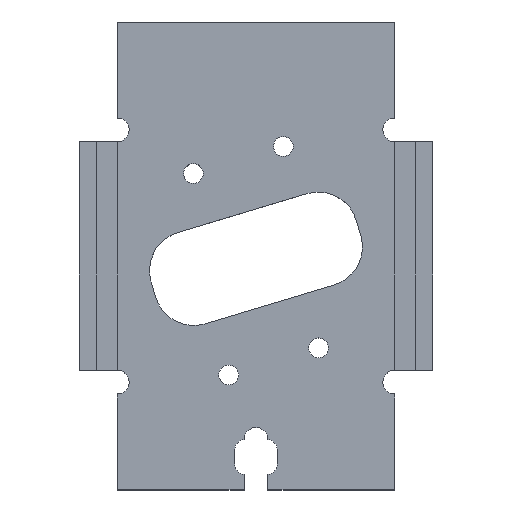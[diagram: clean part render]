
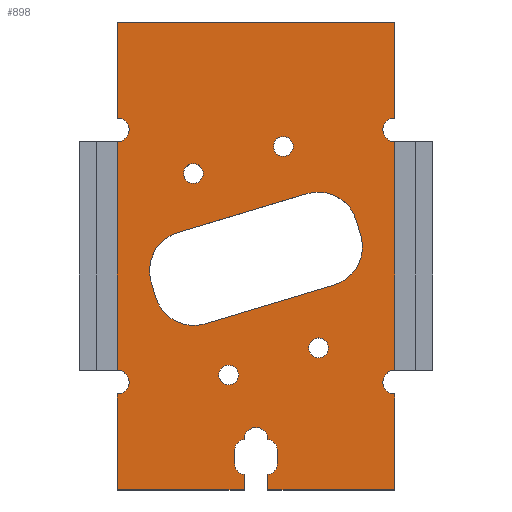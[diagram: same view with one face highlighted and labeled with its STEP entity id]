
A CAD part, top view. The second image highlights one B-rep face of the part: STEP entity #898.
In plain terms, the highlighted planar face has unit normal (0, 0, 1).
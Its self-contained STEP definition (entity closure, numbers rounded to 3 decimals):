
#37=CIRCLE('',#962,5.);
#38=CIRCLE('',#963,5.);
#39=CIRCLE('',#964,5.);
#40=CIRCLE('',#965,5.);
#41=CIRCLE('',#966,1.25);
#42=CIRCLE('',#967,1.25);
#43=CIRCLE('',#968,1.25);
#44=CIRCLE('',#969,1.25);
#45=CIRCLE('',#970,1.5);
#46=CIRCLE('',#971,1.5);
#47=CIRCLE('',#972,1.5);
#48=CIRCLE('',#973,1.5);
#49=CIRCLE('',#974,1.5);
#50=CIRCLE('',#975,1.5);
#51=CIRCLE('',#976,1.5);
#52=CIRCLE('',#977,1.5);
#53=CIRCLE('',#978,1.5);
#79=ORIENTED_EDGE('',*,*,#339,.F.);
#80=ORIENTED_EDGE('',*,*,#340,.F.);
#81=ORIENTED_EDGE('',*,*,#341,.F.);
#82=ORIENTED_EDGE('',*,*,#342,.F.);
#83=ORIENTED_EDGE('',*,*,#343,.F.);
#84=ORIENTED_EDGE('',*,*,#344,.F.);
#85=ORIENTED_EDGE('',*,*,#345,.F.);
#86=ORIENTED_EDGE('',*,*,#346,.F.);
#87=ORIENTED_EDGE('',*,*,#347,.T.);
#88=ORIENTED_EDGE('',*,*,#348,.T.);
#89=ORIENTED_EDGE('',*,*,#349,.T.);
#90=ORIENTED_EDGE('',*,*,#350,.T.);
#91=ORIENTED_EDGE('',*,*,#351,.F.);
#92=ORIENTED_EDGE('',*,*,#352,.F.);
#93=ORIENTED_EDGE('',*,*,#334,.F.);
#94=ORIENTED_EDGE('',*,*,#353,.F.);
#95=ORIENTED_EDGE('',*,*,#354,.T.);
#96=ORIENTED_EDGE('',*,*,#355,.T.);
#97=ORIENTED_EDGE('',*,*,#356,.T.);
#98=ORIENTED_EDGE('',*,*,#357,.T.);
#99=ORIENTED_EDGE('',*,*,#358,.T.);
#100=ORIENTED_EDGE('',*,*,#359,.T.);
#101=ORIENTED_EDGE('',*,*,#360,.T.);
#102=ORIENTED_EDGE('',*,*,#361,.T.);
#103=ORIENTED_EDGE('',*,*,#362,.T.);
#104=ORIENTED_EDGE('',*,*,#363,.F.);
#105=ORIENTED_EDGE('',*,*,#364,.F.);
#106=ORIENTED_EDGE('',*,*,#365,.T.);
#107=ORIENTED_EDGE('',*,*,#366,.T.);
#108=ORIENTED_EDGE('',*,*,#367,.T.);
#109=ORIENTED_EDGE('',*,*,#368,.F.);
#110=ORIENTED_EDGE('',*,*,#369,.F.);
#111=ORIENTED_EDGE('',*,*,#370,.F.);
#112=ORIENTED_EDGE('',*,*,#371,.T.);
#334=EDGE_CURVE('',#464,#462,#552,.T.);
#339=EDGE_CURVE('',#469,#470,#557,.T.);
#340=EDGE_CURVE('',#471,#469,#37,.T.);
#341=EDGE_CURVE('',#472,#471,#558,.T.);
#342=EDGE_CURVE('',#473,#472,#38,.T.);
#343=EDGE_CURVE('',#474,#473,#559,.T.);
#344=EDGE_CURVE('',#475,#474,#39,.T.);
#345=EDGE_CURVE('',#476,#475,#560,.T.);
#346=EDGE_CURVE('',#470,#476,#40,.T.);
#347=EDGE_CURVE('',#477,#477,#41,.T.);
#348=EDGE_CURVE('',#478,#478,#42,.T.);
#349=EDGE_CURVE('',#479,#479,#43,.T.);
#350=EDGE_CURVE('',#480,#480,#44,.T.);
#351=EDGE_CURVE('',#481,#482,#561,.T.);
#352=EDGE_CURVE('',#462,#481,#45,.T.);
#353=EDGE_CURVE('',#483,#464,#562,.T.);
#354=EDGE_CURVE('',#483,#484,#563,.T.);
#355=EDGE_CURVE('',#484,#485,#46,.T.);
#356=EDGE_CURVE('',#485,#486,#564,.T.);
#357=EDGE_CURVE('',#486,#487,#47,.T.);
#358=EDGE_CURVE('',#487,#488,#48,.T.);
#359=EDGE_CURVE('',#488,#489,#49,.T.);
#360=EDGE_CURVE('',#489,#490,#565,.T.);
#361=EDGE_CURVE('',#490,#491,#50,.T.);
#362=EDGE_CURVE('',#491,#492,#566,.T.);
#363=EDGE_CURVE('',#493,#492,#567,.T.);
#364=EDGE_CURVE('',#494,#493,#568,.T.);
#365=EDGE_CURVE('',#494,#495,#51,.T.);
#366=EDGE_CURVE('',#495,#496,#569,.T.);
#367=EDGE_CURVE('',#496,#497,#52,.T.);
#368=EDGE_CURVE('',#498,#497,#570,.T.);
#369=EDGE_CURVE('',#499,#498,#571,.T.);
#370=EDGE_CURVE('',#500,#499,#572,.T.);
#371=EDGE_CURVE('',#500,#482,#53,.T.);
#462=VERTEX_POINT('',#1307);
#464=VERTEX_POINT('',#1311);
#469=VERTEX_POINT('',#1324);
#470=VERTEX_POINT('',#1325);
#471=VERTEX_POINT('',#1327);
#472=VERTEX_POINT('',#1329);
#473=VERTEX_POINT('',#1331);
#474=VERTEX_POINT('',#1333);
#475=VERTEX_POINT('',#1335);
#476=VERTEX_POINT('',#1337);
#477=VERTEX_POINT('',#1340);
#478=VERTEX_POINT('',#1342);
#479=VERTEX_POINT('',#1344);
#480=VERTEX_POINT('',#1346);
#481=VERTEX_POINT('',#1348);
#482=VERTEX_POINT('',#1349);
#483=VERTEX_POINT('',#1352);
#484=VERTEX_POINT('',#1354);
#485=VERTEX_POINT('',#1356);
#486=VERTEX_POINT('',#1358);
#487=VERTEX_POINT('',#1360);
#488=VERTEX_POINT('',#1362);
#489=VERTEX_POINT('',#1364);
#490=VERTEX_POINT('',#1366);
#491=VERTEX_POINT('',#1368);
#492=VERTEX_POINT('',#1370);
#493=VERTEX_POINT('',#1372);
#494=VERTEX_POINT('',#1374);
#495=VERTEX_POINT('',#1376);
#496=VERTEX_POINT('',#1378);
#497=VERTEX_POINT('',#1380);
#498=VERTEX_POINT('',#1382);
#499=VERTEX_POINT('',#1384);
#500=VERTEX_POINT('',#1386);
#552=LINE('',#1312,#648);
#557=LINE('',#1323,#653);
#558=LINE('',#1328,#654);
#559=LINE('',#1332,#655);
#560=LINE('',#1336,#656);
#561=LINE('',#1347,#657);
#562=LINE('',#1351,#658);
#563=LINE('',#1353,#659);
#564=LINE('',#1357,#660);
#565=LINE('',#1365,#661);
#566=LINE('',#1369,#662);
#567=LINE('',#1371,#663);
#568=LINE('',#1373,#664);
#569=LINE('',#1377,#665);
#570=LINE('',#1381,#666);
#571=LINE('',#1383,#667);
#572=LINE('',#1385,#668);
#648=VECTOR('',#1048,1000.);
#653=VECTOR('',#1057,1000.);
#654=VECTOR('',#1060,1000.);
#655=VECTOR('',#1063,1000.);
#656=VECTOR('',#1066,1000.);
#657=VECTOR('',#1077,1000.);
#658=VECTOR('',#1080,1000.);
#659=VECTOR('',#1081,1000.);
#660=VECTOR('',#1084,1000.);
#661=VECTOR('',#1091,1000.);
#662=VECTOR('',#1094,1000.);
#663=VECTOR('',#1095,1000.);
#664=VECTOR('',#1096,1000.);
#665=VECTOR('',#1099,1000.);
#666=VECTOR('',#1102,1000.);
#667=VECTOR('',#1103,1000.);
#668=VECTOR('',#1104,1000.);
#743=EDGE_LOOP('',(#79,#80,#81,#82,#83,#84,#85,#86));
#744=EDGE_LOOP('',(#87));
#745=EDGE_LOOP('',(#88));
#746=EDGE_LOOP('',(#89));
#747=EDGE_LOOP('',(#90));
#748=EDGE_LOOP('',(#91,#92,#93,#94,#95,#96,#97,#98,#99,#100,#101,#102,#103,
#104,#105,#106,#107,#108,#109,#110,#111,#112));
#805=FACE_BOUND('',#743,.T.);
#806=FACE_BOUND('',#744,.T.);
#807=FACE_BOUND('',#745,.T.);
#808=FACE_BOUND('',#746,.T.);
#809=FACE_BOUND('',#747,.T.);
#810=FACE_BOUND('',#748,.T.);
#867=PLANE('',#961);
#898=ADVANCED_FACE('',(#805,#806,#807,#808,#809,#810),#867,.F.);
#961=AXIS2_PLACEMENT_3D('',#1322,#1055,#1056);
#962=AXIS2_PLACEMENT_3D('',#1326,#1058,#1059);
#963=AXIS2_PLACEMENT_3D('',#1330,#1061,#1062);
#964=AXIS2_PLACEMENT_3D('',#1334,#1064,#1065);
#965=AXIS2_PLACEMENT_3D('',#1338,#1067,#1068);
#966=AXIS2_PLACEMENT_3D('',#1339,#1069,#1070);
#967=AXIS2_PLACEMENT_3D('',#1341,#1071,#1072);
#968=AXIS2_PLACEMENT_3D('',#1343,#1073,#1074);
#969=AXIS2_PLACEMENT_3D('',#1345,#1075,#1076);
#970=AXIS2_PLACEMENT_3D('',#1350,#1078,#1079);
#971=AXIS2_PLACEMENT_3D('',#1355,#1082,#1083);
#972=AXIS2_PLACEMENT_3D('',#1359,#1085,#1086);
#973=AXIS2_PLACEMENT_3D('',#1361,#1087,#1088);
#974=AXIS2_PLACEMENT_3D('',#1363,#1089,#1090);
#975=AXIS2_PLACEMENT_3D('',#1367,#1092,#1093);
#976=AXIS2_PLACEMENT_3D('',#1375,#1097,#1098);
#977=AXIS2_PLACEMENT_3D('',#1379,#1100,#1101);
#978=AXIS2_PLACEMENT_3D('',#1387,#1105,#1106);
#1048=DIRECTION('',(0.,1.,0.));
#1055=DIRECTION('',(0.,0.,-1.));
#1056=DIRECTION('',(-1.,0.,0.));
#1057=DIRECTION('',(-0.957,-0.289,0.));
#1058=DIRECTION('',(0.,0.,1.));
#1059=DIRECTION('',(1.,0.,0.));
#1060=DIRECTION('',(-0.289,0.957,0.));
#1061=DIRECTION('',(0.,0.,1.));
#1062=DIRECTION('',(-1.,0.,0.));
#1063=DIRECTION('',(0.957,0.289,0.));
#1064=DIRECTION('',(0.,0.,1.));
#1065=DIRECTION('',(1.,0.,0.));
#1066=DIRECTION('',(0.289,-0.957,0.));
#1067=DIRECTION('',(0.,0.,1.));
#1068=DIRECTION('',(1.,0.,0.));
#1069=DIRECTION('',(0.,0.,-1.));
#1070=DIRECTION('',(1.,0.,0.));
#1071=DIRECTION('',(0.,0.,-1.));
#1072=DIRECTION('',(1.,0.,0.));
#1073=DIRECTION('',(0.,0.,-1.));
#1074=DIRECTION('',(1.,0.,0.));
#1075=DIRECTION('',(0.,0.,-1.));
#1076=DIRECTION('',(1.,0.,0.));
#1077=DIRECTION('',(0.,1.,0.));
#1078=DIRECTION('',(0.,0.,1.));
#1079=DIRECTION('',(-1.,0.,0.));
#1080=DIRECTION('',(-1.,0.,0.));
#1081=DIRECTION('',(0.,1.,0.));
#1082=DIRECTION('',(0.,0.,-1.));
#1083=DIRECTION('',(-1.,0.,0.));
#1084=DIRECTION('',(0.,1.,0.));
#1085=DIRECTION('',(0.,0.,-1.));
#1086=DIRECTION('',(-1.,0.,0.));
#1087=DIRECTION('',(0.,0.,-1.));
#1088=DIRECTION('',(-1.,0.,0.));
#1089=DIRECTION('',(0.,0.,-1.));
#1090=DIRECTION('',(-1.,0.,0.));
#1091=DIRECTION('',(0.,-1.,0.));
#1092=DIRECTION('',(0.,0.,-1.));
#1093=DIRECTION('',(-1.,0.,0.));
#1094=DIRECTION('',(0.,-1.,0.));
#1095=DIRECTION('',(-1.,0.,0.));
#1096=DIRECTION('',(0.,-1.,0.));
#1097=DIRECTION('',(0.,0.,-1.));
#1098=DIRECTION('',(1.,0.,0.));
#1099=DIRECTION('',(0.,1.,0.));
#1100=DIRECTION('',(0.,0.,-1.));
#1101=DIRECTION('',(1.,0.,0.));
#1102=DIRECTION('',(0.,-1.,0.));
#1103=DIRECTION('',(1.,0.,0.));
#1104=DIRECTION('',(0.,1.,0.));
#1105=DIRECTION('',(0.,0.,-1.));
#1106=DIRECTION('',(-1.,0.,0.));
#1307=CARTESIAN_POINT('',(-17.5,-17.05,4.8));
#1311=CARTESIAN_POINT('',(-17.5,-29.15,4.8));
#1312=CARTESIAN_POINT('',(-17.5,-14.05,4.8));
#1322=CARTESIAN_POINT('',(0.,0.,4.8));
#1323=CARTESIAN_POINT('',(6.406,8.198,4.8));
#1324=CARTESIAN_POINT('',(6.406,8.198,4.8));
#1325=CARTESIAN_POINT('',(-9.87,3.291,4.8));
#1326=CARTESIAN_POINT('',(7.849,3.411,4.8));
#1327=CARTESIAN_POINT('',(12.636,4.855,4.8));
#1328=CARTESIAN_POINT('',(13.214,2.94,4.8));
#1329=CARTESIAN_POINT('',(13.214,2.94,4.8));
#1330=CARTESIAN_POINT('',(8.427,1.497,4.8));
#1331=CARTESIAN_POINT('',(9.87,-3.291,4.8));
#1332=CARTESIAN_POINT('',(-6.406,-8.198,4.8));
#1333=CARTESIAN_POINT('',(-6.406,-8.198,4.8));
#1334=CARTESIAN_POINT('',(-7.849,-3.411,4.8));
#1335=CARTESIAN_POINT('',(-12.636,-4.855,4.8));
#1336=CARTESIAN_POINT('',(-13.214,-2.94,4.8));
#1337=CARTESIAN_POINT('',(-13.214,-2.94,4.8));
#1338=CARTESIAN_POINT('',(-8.427,-1.497,4.8));
#1339=CARTESIAN_POINT('',(7.895,-11.24,4.8));
#1340=CARTESIAN_POINT('',(9.145,-11.24,4.8));
#1341=CARTESIAN_POINT('',(-3.45,-14.66,4.8));
#1342=CARTESIAN_POINT('',(-2.2,-14.66,4.8));
#1343=CARTESIAN_POINT('',(-7.895,10.74,4.8));
#1344=CARTESIAN_POINT('',(-6.645,10.74,4.8));
#1345=CARTESIAN_POINT('',(3.45,14.16,4.8));
#1346=CARTESIAN_POINT('',(4.7,14.16,4.8));
#1347=CARTESIAN_POINT('',(-17.5,-14.05,4.8));
#1348=CARTESIAN_POINT('',(-17.5,-14.05,4.8));
#1349=CARTESIAN_POINT('',(-17.5,14.75,4.8));
#1350=CARTESIAN_POINT('',(-17.5,-15.55,4.8));
#1351=CARTESIAN_POINT('',(-17.5,-29.15,4.8));
#1352=CARTESIAN_POINT('',(-1.5,-29.15,4.8));
#1353=CARTESIAN_POINT('',(-1.5,0.,4.8));
#1354=CARTESIAN_POINT('',(-1.5,-27.225,4.8));
#1355=CARTESIAN_POINT('',(-1.225,-25.75,4.8));
#1356=CARTESIAN_POINT('',(-2.725,-25.75,4.8));
#1357=CARTESIAN_POINT('',(-2.725,0.,4.8));
#1358=CARTESIAN_POINT('',(-2.725,-24.25,4.8));
#1359=CARTESIAN_POINT('',(-1.225,-24.25,4.8));
#1360=CARTESIAN_POINT('',(-1.5,-22.775,4.8));
#1361=CARTESIAN_POINT('',(0.,-22.775,4.8));
#1362=CARTESIAN_POINT('',(1.5,-22.775,4.8));
#1363=CARTESIAN_POINT('',(1.225,-24.25,4.8));
#1364=CARTESIAN_POINT('',(2.725,-24.25,4.8));
#1365=CARTESIAN_POINT('',(2.725,0.,4.8));
#1366=CARTESIAN_POINT('',(2.725,-25.75,4.8));
#1367=CARTESIAN_POINT('',(1.225,-25.75,4.8));
#1368=CARTESIAN_POINT('',(1.5,-27.225,4.8));
#1369=CARTESIAN_POINT('',(1.5,0.,4.8));
#1370=CARTESIAN_POINT('',(1.5,-29.15,4.8));
#1371=CARTESIAN_POINT('',(-17.5,-29.15,4.8));
#1372=CARTESIAN_POINT('',(17.5,-29.15,4.8));
#1373=CARTESIAN_POINT('',(17.5,-29.15,4.8));
#1374=CARTESIAN_POINT('',(17.5,-17.05,4.8));
#1375=CARTESIAN_POINT('',(17.5,-15.55,4.8));
#1376=CARTESIAN_POINT('',(17.5,-14.05,4.8));
#1377=CARTESIAN_POINT('',(17.5,-15.25,4.8));
#1378=CARTESIAN_POINT('',(17.5,14.75,4.8));
#1379=CARTESIAN_POINT('',(17.5,16.25,4.8));
#1380=CARTESIAN_POINT('',(17.5,17.75,4.8));
#1381=CARTESIAN_POINT('',(17.5,29.85,4.8));
#1382=CARTESIAN_POINT('',(17.5,29.85,4.8));
#1383=CARTESIAN_POINT('',(-17.5,29.85,4.8));
#1384=CARTESIAN_POINT('',(-17.5,29.85,4.8));
#1385=CARTESIAN_POINT('',(-17.5,-14.05,4.8));
#1386=CARTESIAN_POINT('',(-17.5,17.75,4.8));
#1387=CARTESIAN_POINT('',(-17.5,16.25,4.8));
